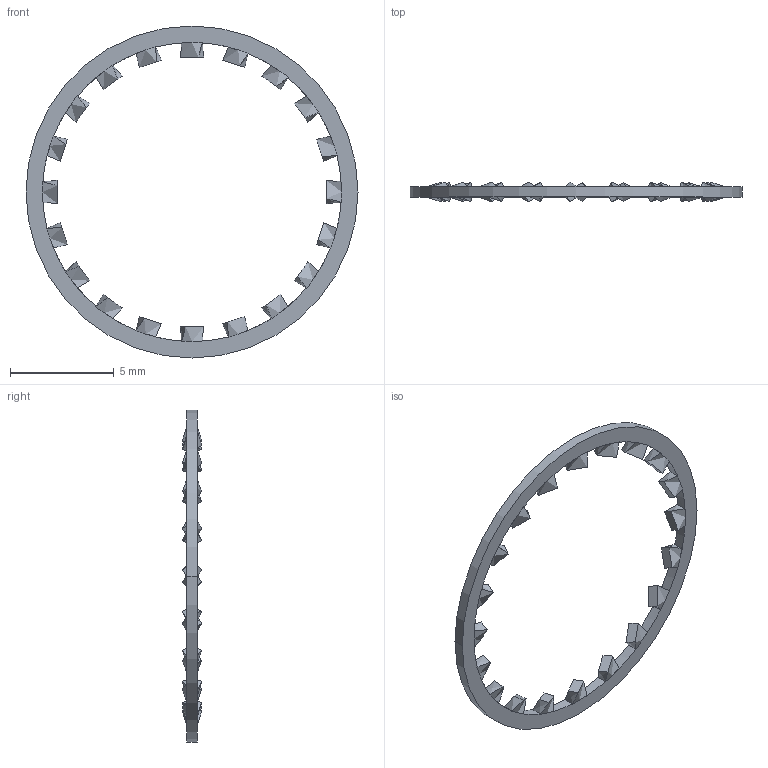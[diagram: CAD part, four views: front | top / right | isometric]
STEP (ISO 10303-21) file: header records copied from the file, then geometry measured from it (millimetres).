
FILE_DESCRIPTION((''),'2;1');
FILE_NAME('31-5653','2017-07-21T',('Lokesh'),(''),'PRO/ENGINEER BY PARAMETRIC TECHNOLOGY CORPORATION, 2014440','PRO/ENGINEER BY PARAMETRIC TECHNOLOGY CORPORATION, 2014440','');
FILE_SCHEMA(('CONFIG_CONTROL_DESIGN'));
Length unit declared in the file: millimetre
Products named in the file (1): 31-5653
Bounding box: 16 x 0.93 x 16 mm (x, y, z)
Volume: 25.7 mm3; surface area: 165.4 mm2
Topology: 1 solids, 1 shells, 124 faces, 406 edges, 284 vertices
Faces by surface type: bspline 80, plane 22, cylinder 22
Entity records: 6279 total; most frequent: CARTESIAN_POINT 2997, ORIENTED_EDGE 812, DIRECTION 458, EDGE_CURVE 406, VERTEX_POINT 284, VECTOR 282, LINE 282, EDGE_LOOP 126
